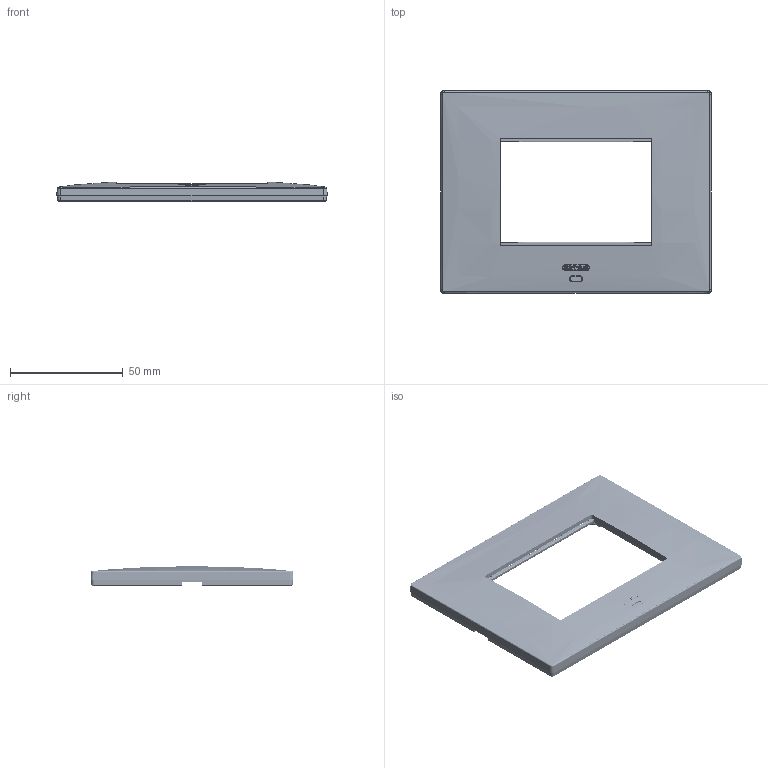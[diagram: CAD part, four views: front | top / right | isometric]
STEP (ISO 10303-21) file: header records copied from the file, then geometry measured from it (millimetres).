
FILE_DESCRIPTION(('CATIA V5 STEP Exchange','CAx-IF Rec.Pracs.--- Model Styling and Organization---1.4--- 2014-01-23'),'2;1');
FILE_NAME('GW16003SPW.stp','2024-02-12T15:48:19+00:00',('none'),('none'),'CATIA Version 5-6 Release 2019 SP6','CATIA V5 STEP AP214 v1','none');
FILE_SCHEMA(('AUTOMOTIVE_DESIGN { 1 0 10303 214 1 1 1 1 }'));
Products named in the file (1): GW16003SPW
Bounding box: 120 x 90 x 8.7 mm (x, y, z)
Volume: 24675.3 mm3; surface area: 36143 mm2
Topology: 3 solids, 3 shells, 6264 faces, 16543 edges, 10366 vertices
Faces by surface type: cylinder 2095, plane 2054, bspline 1980, sphere 80, torus 28, cone 27
Entity records: 331615 total; most frequent: CARTESIAN_POINT 205712, ORIENTED_EDGE 32854, EDGE_CURVE 16427, DIRECTION 13954, VERTEX_POINT 10366, B_SPLINE_CURVE_WITH_KNOTS 9379, EDGE_LOOP 6537, ADVANCED_FACE 6264
